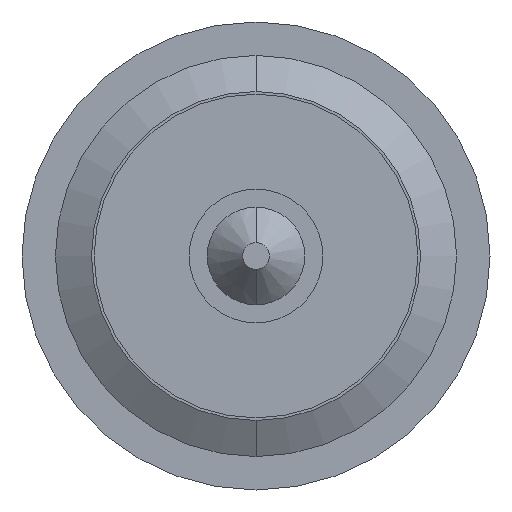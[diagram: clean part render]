
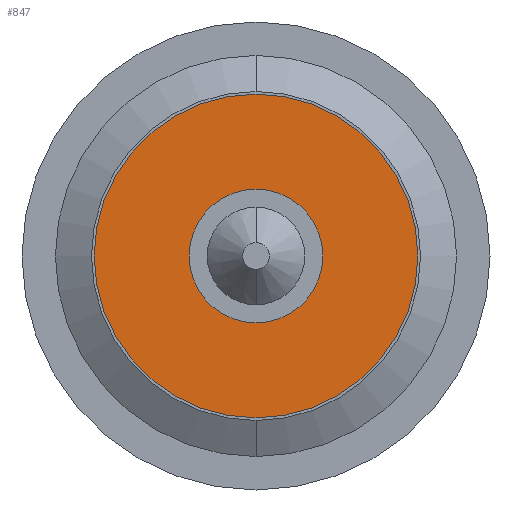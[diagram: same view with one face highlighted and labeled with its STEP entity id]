
A CAD part, front view. The second image highlights one B-rep face of the part: STEP entity #847.
In plain terms, the highlighted planar face has unit normal (0, -1, 0).
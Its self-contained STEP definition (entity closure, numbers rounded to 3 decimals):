
#52 = AXIS2_PLACEMENT_3D ( 'NONE', #5235, #4342, #2195 ) ;
#100 = FACE_OUTER_BOUND ( 'NONE', #3526, .T. ) ;
#283 = EDGE_LOOP ( 'NONE', ( #3435, #462 ) ) ;
#348 = CARTESIAN_POINT ( 'NONE',  ( 0., -13.1, 0.5 ) ) ;
#390 = ORIENTED_EDGE ( 'NONE', *, *, #2981, .F. ) ;
#462 = ORIENTED_EDGE ( 'NONE', *, *, #5588, .F. ) ;
#516 = DIRECTION ( 'NONE',  ( 0., 0., 1. ) ) ;
#541 = ORIENTED_EDGE ( 'NONE', *, *, #1758, .F. ) ;
#568 = DIRECTION ( 'NONE',  ( 0., 1., 0. ) ) ;
#847 = ADVANCED_FACE ( 'Defeature ausgef�hrt2_24', ( #3036, #100 ), #4346, .F. ) ;
#855 = AXIS2_PLACEMENT_3D ( 'NONE', #5462, #3431, #1628 ) ;
#894 = CIRCLE ( 'NONE', #3335, 1.21 ) ;
#1000 = DIRECTION ( 'NONE',  ( 0., 1., 0. ) ) ;
#1255 = CIRCLE ( 'NONE', #2605, 1.21 ) ;
#1344 = DIRECTION ( 'NONE',  ( 0., 0., 1. ) ) ;
#1464 = VERTEX_POINT ( 'NONE', #5517 ) ;
#1477 = VERTEX_POINT ( 'NONE', #348 ) ;
#1517 = VERTEX_POINT ( 'NONE', #1649 ) ;
#1548 = DIRECTION ( 'NONE',  ( 0., 1., 0. ) ) ;
#1628 = DIRECTION ( 'NONE',  ( 0., 0., 1. ) ) ;
#1649 = CARTESIAN_POINT ( 'NONE',  ( 0., -13.1, -0.5 ) ) ;
#1758 = EDGE_CURVE ( 'Defeature ausgef�hrt2_25+Defeature ausgef�hrt2_24+Defeature ausgef�hrt2_24+Defeature ausgef�hrt2_24', #5335, #1464, #1255, .T. ) ;
#2143 = CIRCLE ( 'NONE', #52, 0.5 ) ;
#2195 = DIRECTION ( 'NONE',  ( 0., 0., 1. ) ) ;
#2488 = CIRCLE ( 'NONE', #855, 0.5 ) ;
#2605 = AXIS2_PLACEMENT_3D ( 'NONE', #4092, #1548, #3240 ) ;
#2981 = EDGE_CURVE ( 'Defeature ausgef�hrt2_25+Defeature ausgef�hrt2_24+Defeature ausgef�hrt2_24+Defeature ausgef�hrt2_24', #1464, #5335, #894, .T. ) ;
#3036 = FACE_BOUND ( 'NONE', #283, .T. ) ;
#3147 = CARTESIAN_POINT ( 'NONE',  ( 0., -13.1, 0. ) ) ;
#3240 = DIRECTION ( 'NONE',  ( 0., 0., 1. ) ) ;
#3335 = AXIS2_PLACEMENT_3D ( 'NONE', #3147, #568, #516 ) ;
#3431 = DIRECTION ( 'NONE',  ( 0., -1., 0. ) ) ;
#3435 = ORIENTED_EDGE ( 'NONE', *, *, #4282, .F. ) ;
#3526 = EDGE_LOOP ( 'NONE', ( #541, #390 ) ) ;
#4092 = CARTESIAN_POINT ( 'NONE',  ( 0., -13.1, 0. ) ) ;
#4282 = EDGE_CURVE ( 'Defeature ausgef�hrt2_85+Defeature ausgef�hrt2_24+Defeature ausgef�hrt2_24+Defeature ausgef�hrt2_24', #1477, #1517, #2488, .T. ) ;
#4342 = DIRECTION ( 'NONE',  ( 0., -1., 0. ) ) ;
#4346 = PLANE ( 'NONE',  #5390 ) ;
#4823 = CARTESIAN_POINT ( 'NONE',  ( 0.515, -13.1, 0. ) ) ;
#5141 = CARTESIAN_POINT ( 'NONE',  ( 0., -13.1, 1.21 ) ) ;
#5235 = CARTESIAN_POINT ( 'NONE',  ( 0., -13.1, 0. ) ) ;
#5335 = VERTEX_POINT ( 'NONE', #5141 ) ;
#5390 = AXIS2_PLACEMENT_3D ( 'NONE', #4823, #1000, #1344 ) ;
#5462 = CARTESIAN_POINT ( 'NONE',  ( 0., -13.1, 0. ) ) ;
#5517 = CARTESIAN_POINT ( 'NONE',  ( 0., -13.1, -1.21 ) ) ;
#5588 = EDGE_CURVE ( 'Defeature ausgef�hrt2_85+Defeature ausgef�hrt2_24+Defeature ausgef�hrt2_24+Defeature ausgef�hrt2_24', #1517, #1477, #2143, .T. ) ;
